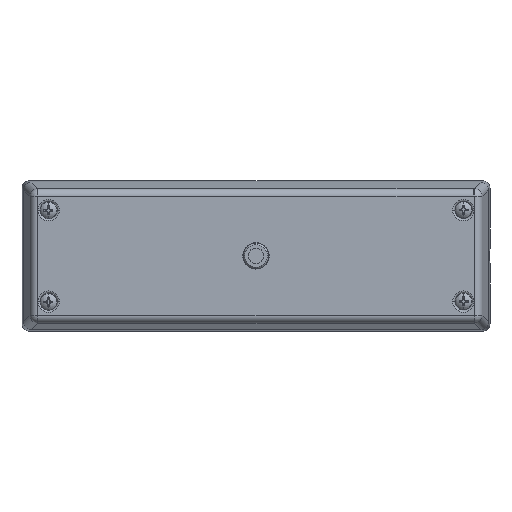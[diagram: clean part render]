
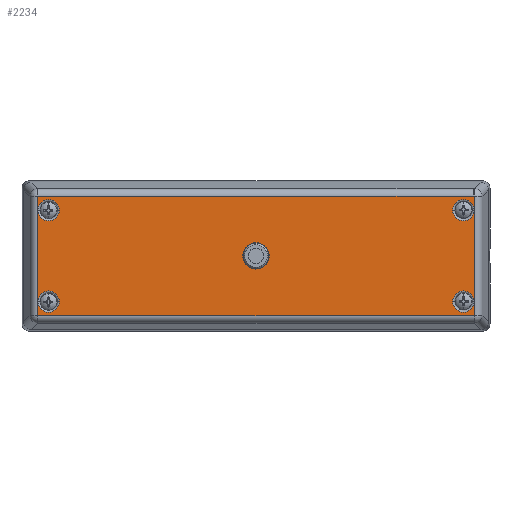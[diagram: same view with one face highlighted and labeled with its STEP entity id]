
A CAD part, top view. The second image highlights one B-rep face of the part: STEP entity #2234.
In plain terms, the highlighted planar face has unit normal (0, 0, 1).
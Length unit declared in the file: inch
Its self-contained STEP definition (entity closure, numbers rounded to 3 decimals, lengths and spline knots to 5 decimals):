
#69 = LINE ( 'NONE', #6597, #6306 ) ;
#164 = CARTESIAN_POINT ( 'NONE',  ( 5.35462, 4.42108, 5.23795 ) ) ;
#301 = DIRECTION ( 'NONE',  ( 0., 0., -1. ) ) ;
#676 = LINE ( 'NONE', #13328, #17939 ) ;
#787 = AXIS2_PLACEMENT_3D ( 'NONE', #6474, #15570, #21524 ) ;
#898 = CIRCLE ( 'NONE', #16771, 0.1375 ) ;
#936 = DIRECTION ( 'NONE',  ( 0., 0., 1. ) ) ;
#1229 = CIRCLE ( 'NONE', #787, 0.1375 ) ;
#1442 = VERTEX_POINT ( 'NONE', #4769 ) ;
#1504 = EDGE_CURVE ( 'NONE', #1442, #2827, #1229, .T. ) ;
#1583 = VERTEX_POINT ( 'NONE', #8001 ) ;
#1749 = CARTESIAN_POINT ( 'NONE',  ( 0.00032, 3.23998, 5.23795 ) ) ;
#2193 = DIRECTION ( 'NONE',  ( -1., 0., 0. ) ) ;
#2234 = ADVANCED_FACE ( 'NONE', ( #8853, #17088, #26177, #6720, #2461, #15402 ), #19791, .F. ) ;
#2461 = FACE_BOUND ( 'NONE', #25167, .T. ) ;
#2494 = AXIS2_PLACEMENT_3D ( 'NONE', #11728, #7498, #18698 ) ;
#2827 = VERTEX_POINT ( 'NONE', #18028 ) ;
#3187 = CARTESIAN_POINT ( 'NONE',  ( -0.12253, 4.60033, 5.23795 ) ) ;
#3213 = DIRECTION ( 'NONE',  ( 1., 0., 0. ) ) ;
#3288 = CARTESIAN_POINT ( 'NONE',  ( 5.35462, 3.23998, 5.23795 ) ) ;
#4207 = AXIS2_PLACEMENT_3D ( 'NONE', #20342, #22767, #16232 ) ;
#4433 = ORIENTED_EDGE ( 'NONE', *, *, #26352, .F. ) ;
#4604 = DIRECTION ( 'NONE',  ( 0., 0., -1. ) ) ;
#4668 = CARTESIAN_POINT ( 'NONE',  ( 5.21712, 3.23998, 5.23795 ) ) ;
#4769 = CARTESIAN_POINT ( 'NONE',  ( 0.13782, 3.23998, 5.23795 ) ) ;
#5007 = VERTEX_POINT ( 'NONE', #6592 ) ;
#5208 = CARTESIAN_POINT ( 'NONE',  ( 2.67747, 3.83053, 5.23795 ) ) ;
#5649 = CIRCLE ( 'NONE', #2494, 0.17 ) ;
#5739 = EDGE_LOOP ( 'NONE', ( #8568, #7516 ) ) ;
#5820 = AXIS2_PLACEMENT_3D ( 'NONE', #3288, #27830, #10233 ) ;
#5853 = EDGE_CURVE ( 'NONE', #22187, #24341, #22549, .T. ) ;
#6289 = DIRECTION ( 'NONE',  ( 0., 0., -1. ) ) ;
#6306 = VECTOR ( 'NONE', #13421, 39.37008 ) ;
#6318 = CARTESIAN_POINT ( 'NONE',  ( 5.35462, 4.42108, 5.23795 ) ) ;
#6474 = CARTESIAN_POINT ( 'NONE',  ( 0.00032, 3.23998, 5.23795 ) ) ;
#6592 = CARTESIAN_POINT ( 'NONE',  ( 5.48014, 4.60033, 5.23795 ) ) ;
#6597 = CARTESIAN_POINT ( 'NONE',  ( -0.12253, 4.60033, 5.23795 ) ) ;
#6720 = FACE_BOUND ( 'NONE', #19085, .T. ) ;
#7180 = ORIENTED_EDGE ( 'NONE', *, *, #7737, .T. ) ;
#7368 = CARTESIAN_POINT ( 'NONE',  ( 5.21712, 4.42108, 5.23795 ) ) ;
#7488 = VERTEX_POINT ( 'NONE', #10319 ) ;
#7498 = DIRECTION ( 'NONE',  ( 0., 0., 1. ) ) ;
#7516 = ORIENTED_EDGE ( 'NONE', *, *, #18207, .T. ) ;
#7737 = EDGE_CURVE ( 'NONE', #24341, #1583, #13198, .T. ) ;
#8001 = CARTESIAN_POINT ( 'NONE',  ( 5.49726, 3.06074, 5.23795 ) ) ;
#8074 = EDGE_CURVE ( 'NONE', #5007, #20208, #69, .T. ) ;
#8332 = CIRCLE ( 'NONE', #19668, 0.1375 ) ;
#8568 = ORIENTED_EDGE ( 'NONE', *, *, #12818, .T. ) ;
#8853 = FACE_OUTER_BOUND ( 'NONE', #21809, .T. ) ;
#9208 = DIRECTION ( 'NONE',  ( -1., 0., 0. ) ) ;
#9289 = CARTESIAN_POINT ( 'NONE',  ( 2.50747, 3.83053, 5.23795 ) ) ;
#9969 = CIRCLE ( 'NONE', #10881, 0.1375 ) ;
#9977 = LINE ( 'NONE', #3187, #14463 ) ;
#10032 = CARTESIAN_POINT ( 'NONE',  ( -0.14232, 4.60033, 5.23795 ) ) ;
#10082 = VERTEX_POINT ( 'NONE', #27907 ) ;
#10233 = DIRECTION ( 'NONE',  ( -1., 0., 0. ) ) ;
#10319 = CARTESIAN_POINT ( 'NONE',  ( 2.84747, 3.83053, 5.23795 ) ) ;
#10574 = DIRECTION ( 'NONE',  ( -1., 0., 0. ) ) ;
#10874 = VERTEX_POINT ( 'NONE', #13880 ) ;
#10881 = AXIS2_PLACEMENT_3D ( 'NONE', #1749, #6289, #25742 ) ;
#11180 = DIRECTION ( 'NONE',  ( 0., 1., 0. ) ) ;
#11188 = VECTOR ( 'NONE', #26660, 39.37008 ) ;
#11257 = ORIENTED_EDGE ( 'NONE', *, *, #16927, .F. ) ;
#11546 = DIRECTION ( 'NONE',  ( 0., 0., -1. ) ) ;
#11728 = CARTESIAN_POINT ( 'NONE',  ( 2.67747, 3.83053, 5.23795 ) ) ;
#12818 = EDGE_CURVE ( 'NONE', #19116, #24533, #25316, .T. ) ;
#12976 = ORIENTED_EDGE ( 'NONE', *, *, #1504, .T. ) ;
#13198 = LINE ( 'NONE', #21865, #14020 ) ;
#13328 = CARTESIAN_POINT ( 'NONE',  ( 5.49726, 3.08053, 5.23795 ) ) ;
#13421 = DIRECTION ( 'NONE',  ( -1., 0., 0. ) ) ;
#13678 = ORIENTED_EDGE ( 'NONE', *, *, #20743, .T. ) ;
#13681 = DIRECTION ( 'NONE',  ( -1., 0., 0. ) ) ;
#13747 = CARTESIAN_POINT ( 'NONE',  ( -0.12253, 4.60033, 5.23795 ) ) ;
#13818 = VERTEX_POINT ( 'NONE', #16741 ) ;
#13880 = CARTESIAN_POINT ( 'NONE',  ( -0.13718, 4.42108, 5.23795 ) ) ;
#14000 = AXIS2_PLACEMENT_3D ( 'NONE', #5208, #936, #3213 ) ;
#14020 = VECTOR ( 'NONE', #17309, 39.37008 ) ;
#14463 = VECTOR ( 'NONE', #24908, 39.37008 ) ;
#14564 = AXIS2_PLACEMENT_3D ( 'NONE', #23783, #4604, #10574 ) ;
#14650 = CIRCLE ( 'NONE', #4207, 0.1375 ) ;
#14722 = CARTESIAN_POINT ( 'NONE',  ( 5.35462, 3.23998, 5.23795 ) ) ;
#15402 = FACE_BOUND ( 'NONE', #24353, .T. ) ;
#15570 = DIRECTION ( 'NONE',  ( 0., 0., -1. ) ) ;
#15929 = EDGE_CURVE ( 'NONE', #24572, #10082, #16955, .T. ) ;
#16150 = EDGE_CURVE ( 'NONE', #10082, #24572, #8332, .T. ) ;
#16232 = DIRECTION ( 'NONE',  ( -1., 0., 0. ) ) ;
#16307 = CARTESIAN_POINT ( 'NONE',  ( 0.13782, 4.42108, 5.23795 ) ) ;
#16741 = CARTESIAN_POINT ( 'NONE',  ( 5.49726, 4.60033, 5.23795 ) ) ;
#16771 = AXIS2_PLACEMENT_3D ( 'NONE', #14722, #19260, #17108 ) ;
#16927 = EDGE_CURVE ( 'NONE', #7488, #22772, #24430, .T. ) ;
#16955 = CIRCLE ( 'NONE', #25559, 0.1375 ) ;
#17063 = DIRECTION ( 'NONE',  ( -1., 0., 0. ) ) ;
#17088 = FACE_BOUND ( 'NONE', #19402, .T. ) ;
#17108 = DIRECTION ( 'NONE',  ( -1., 0., 0. ) ) ;
#17309 = DIRECTION ( 'NONE',  ( 1., 0., 0. ) ) ;
#17311 = EDGE_CURVE ( 'NONE', #13818, #5007, #9977, .T. ) ;
#17939 = VECTOR ( 'NONE', #11180, 39.37008 ) ;
#18008 = ORIENTED_EDGE ( 'NONE', *, *, #17311, .T. ) ;
#18028 = CARTESIAN_POINT ( 'NONE',  ( -0.13718, 3.23998, 5.23795 ) ) ;
#18207 = EDGE_CURVE ( 'NONE', #24533, #19116, #898, .T. ) ;
#18698 = DIRECTION ( 'NONE',  ( 1., 0., 0. ) ) ;
#18871 = EDGE_CURVE ( 'NONE', #2827, #1442, #9969, .T. ) ;
#18928 = ORIENTED_EDGE ( 'NONE', *, *, #5853, .T. ) ;
#19085 = EDGE_LOOP ( 'NONE', ( #21489, #26456 ) ) ;
#19116 = VERTEX_POINT ( 'NONE', #4668 ) ;
#19260 = DIRECTION ( 'NONE',  ( 0., 0., -1. ) ) ;
#19402 = EDGE_LOOP ( 'NONE', ( #27468, #13678 ) ) ;
#19668 = AXIS2_PLACEMENT_3D ( 'NONE', #164, #301, #17063 ) ;
#19727 = CARTESIAN_POINT ( 'NONE',  ( -0.14232, 3.06074, 5.23795 ) ) ;
#19791 = PLANE ( 'NONE',  #22321 ) ;
#20136 = CARTESIAN_POINT ( 'NONE',  ( -0.14232, 3.08053, 5.23795 ) ) ;
#20208 = VERTEX_POINT ( 'NONE', #22457 ) ;
#20342 = CARTESIAN_POINT ( 'NONE',  ( 0.00032, 4.42108, 5.23795 ) ) ;
#20743 = EDGE_CURVE ( 'NONE', #22077, #10874, #23162, .T. ) ;
#21217 = ORIENTED_EDGE ( 'NONE', *, *, #18871, .T. ) ;
#21489 = ORIENTED_EDGE ( 'NONE', *, *, #15929, .T. ) ;
#21524 = DIRECTION ( 'NONE',  ( -1., 0., 0. ) ) ;
#21809 = EDGE_LOOP ( 'NONE', ( #23457, #18008, #25119, #27604, #18928, #7180 ) ) ;
#21839 = EDGE_CURVE ( 'NONE', #20208, #22187, #26808, .T. ) ;
#21865 = CARTESIAN_POINT ( 'NONE',  ( -0.12253, 3.06074, 5.23795 ) ) ;
#22077 = VERTEX_POINT ( 'NONE', #16307 ) ;
#22187 = VERTEX_POINT ( 'NONE', #10032 ) ;
#22321 = AXIS2_PLACEMENT_3D ( 'NONE', #22353, #11546, #13681 ) ;
#22353 = CARTESIAN_POINT ( 'NONE',  ( -0.12253, 3.08053, 5.23795 ) ) ;
#22457 = CARTESIAN_POINT ( 'NONE',  ( 5.48014, 4.60033, 5.23795 ) ) ;
#22549 = LINE ( 'NONE', #20136, #11188 ) ;
#22767 = DIRECTION ( 'NONE',  ( 0., 0., -1. ) ) ;
#22772 = VERTEX_POINT ( 'NONE', #9289 ) ;
#22896 = EDGE_CURVE ( 'NONE', #10874, #22077, #14650, .T. ) ;
#23162 = CIRCLE ( 'NONE', #14564, 0.1375 ) ;
#23457 = ORIENTED_EDGE ( 'NONE', *, *, #27241, .T. ) ;
#23783 = CARTESIAN_POINT ( 'NONE',  ( 0.00032, 4.42108, 5.23795 ) ) ;
#24341 = VERTEX_POINT ( 'NONE', #19727 ) ;
#24353 = EDGE_LOOP ( 'NONE', ( #11257, #4433 ) ) ;
#24430 = CIRCLE ( 'NONE', #14000, 0.17 ) ;
#24533 = VERTEX_POINT ( 'NONE', #26963 ) ;
#24572 = VERTEX_POINT ( 'NONE', #7368 ) ;
#24908 = DIRECTION ( 'NONE',  ( -1., 0., 0. ) ) ;
#25119 = ORIENTED_EDGE ( 'NONE', *, *, #8074, .T. ) ;
#25167 = EDGE_LOOP ( 'NONE', ( #21217, #12976 ) ) ;
#25316 = CIRCLE ( 'NONE', #5820, 0.1375 ) ;
#25493 = VECTOR ( 'NONE', #9208, 39.37008 ) ;
#25559 = AXIS2_PLACEMENT_3D ( 'NONE', #6318, #26062, #2193 ) ;
#25742 = DIRECTION ( 'NONE',  ( -1., 0., 0. ) ) ;
#26062 = DIRECTION ( 'NONE',  ( 0., 0., -1. ) ) ;
#26177 = FACE_BOUND ( 'NONE', #5739, .T. ) ;
#26352 = EDGE_CURVE ( 'NONE', #22772, #7488, #5649, .T. ) ;
#26456 = ORIENTED_EDGE ( 'NONE', *, *, #16150, .T. ) ;
#26660 = DIRECTION ( 'NONE',  ( 0., -1., 0. ) ) ;
#26808 = LINE ( 'NONE', #13747, #25493 ) ;
#26963 = CARTESIAN_POINT ( 'NONE',  ( 5.49212, 3.23998, 5.23795 ) ) ;
#27241 = EDGE_CURVE ( 'NONE', #1583, #13818, #676, .T. ) ;
#27468 = ORIENTED_EDGE ( 'NONE', *, *, #22896, .T. ) ;
#27604 = ORIENTED_EDGE ( 'NONE', *, *, #21839, .T. ) ;
#27830 = DIRECTION ( 'NONE',  ( 0., 0., -1. ) ) ;
#27907 = CARTESIAN_POINT ( 'NONE',  ( 5.49212, 4.42108, 5.23795 ) ) ;
